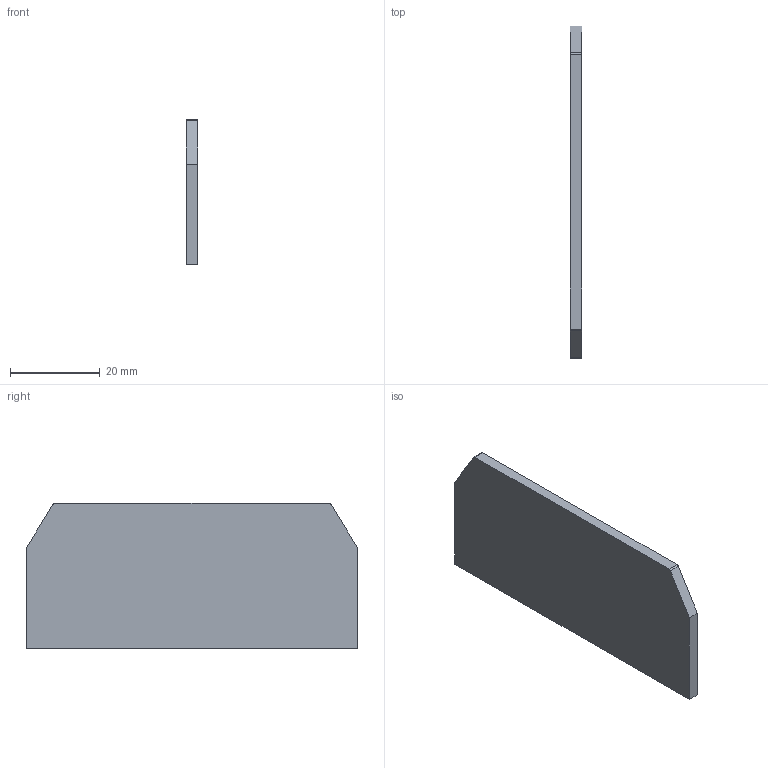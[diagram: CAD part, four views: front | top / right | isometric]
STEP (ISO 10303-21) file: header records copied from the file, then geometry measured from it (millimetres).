
FILE_DESCRIPTION( ('This file contains a STEP AP42 implementation' ,'as created by ZW3D STEP Interface translator.') ,'2;1' );
FILE_NAME( 'D-RST6傷啣耀倰.stp' ,'23 4 7. 91222', (''), ('ZWCAD Software Co.'), 'Version 1.0', 'ZW3D to STEP translator', '' );
FILE_SCHEMA(('AUTOMOTIVE_DESIGN { 1 0 10303 214 1 1 1 1 }'));
Length unit declared in the file: millimetre
Products named in the file (2): 0; D-RST6傷啣耀倰
Bounding box: 2.5 x 73.8 x 32.3 mm (x, y, z)
Volume: 5806.9 mm3; surface area: 5153.8 mm2
Topology: 1 solids, 1 shells, 10 faces, 24 edges, 16 vertices
Faces by surface type: plane 8, cylinder 2
Entity records: 332 total; most frequent: CARTESIAN_POINT 51, DIRECTION 50, ORIENTED_EDGE 48, EDGE_CURVE 24, VECTOR 20, LINE 20, VERTEX_POINT 16, AXIS2_PLACEMENT_3D 15
